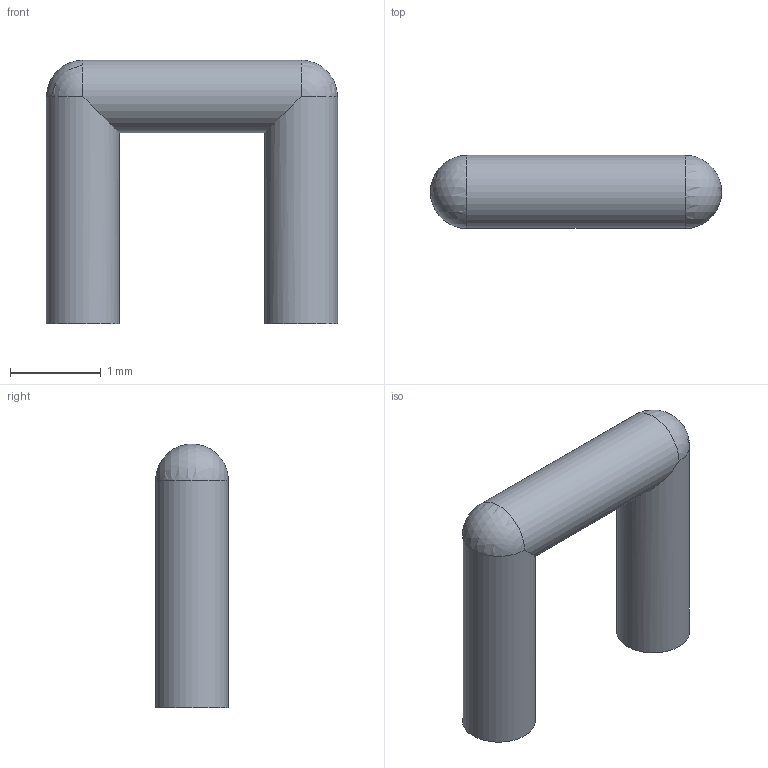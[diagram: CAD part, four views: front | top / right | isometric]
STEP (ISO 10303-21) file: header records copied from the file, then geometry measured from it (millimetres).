
FILE_DESCRIPTION(('FreeCAD Model'),'2;1');
FILE_NAME('Jumper_2.40mm.step', '2019-06-06T18:48:16',('kicad StepUp'),('ksu MCAD'), 'Open CASCADE STEP processor 6.8','FreeCAD','Unknown');
FILE_SCHEMA(('AUTOMOTIVE_DESIGN_CC2 { 1 2 10303 214 -1 1 5 4 }'));
Length unit declared in the file: millimetre
Products named in the file (2): ASSEMBLY; Jumper_2.40mm
Assembly tree (1 placements, depth 2):
  ASSEMBLY
    Jumper_2.40mm
Bounding box: 3.2 x 0.8 x 2.9 mm (x, y, z)
Volume: 3.7 mm3; surface area: 19.3 mm2
Topology: 1 solids, 1 shells, 7 faces, 18 edges, 9 vertices
Faces by surface type: cylinder 3, plane 2, sphere 2
Full cylindrical faces by diameter (mm): 0.8 x3
Entity records: 230 total; most frequent: DIRECTION 43, CARTESIAN_POINT 32, ORIENTED_EDGE 28, AXIS2_PLACEMENT_3D 20, EDGE_CURVE 14, VERTEX_POINT 9, ADVANCED_FACE 7, FACE_BOUND 7
